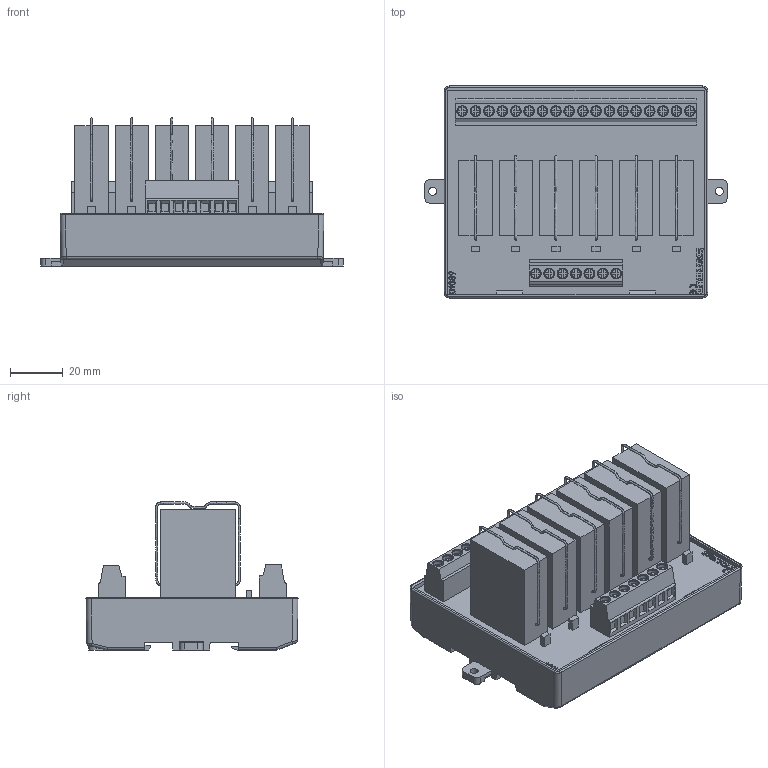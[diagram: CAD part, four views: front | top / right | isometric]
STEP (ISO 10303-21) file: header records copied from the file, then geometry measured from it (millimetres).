
FILE_DESCRIPTION(/* description */ (''),/* implementation_level */ '2;1');
FILE_NAME(/* name */ 'D1089-E 3D.stp',/* time_stamp */ '2024-08-16T14:23:18+08:00',/* author */ (''),/* organization */ (''),/* preprocessor_version */ 'ST-DEVELOPER v14',/* originating_system */ 'SIEMENS PLM Software NX 8.0',/* authorisation */ '');
FILE_SCHEMA (('AUTOMOTIVE_DESIGN { 1 0 10303 214 3 1 1 1 }'));
Products named in the file (1): D1089-E 3D_stp
Bounding box: 114.77 x 80.4 x 56.16 mm (x, y, z)
Volume: 226323.4 mm3; surface area: 50511.2 mm2
Topology: 3 solids, 6 shells, 1154 faces, 3002 edges, 1979 vertices
Faces by surface type: plane 862, cylinder 115, torus 75, cone 60, bspline 28, extrusion 14
Full cylindrical faces by diameter (mm): 3 x2, 4.1 x50
Entity records: 70493 total; most frequent: CARTESIAN_POINT 42113, ORIENTED_EDGE 5774, DIRECTION 5105, EDGE_CURVE 2887, VECTOR 2187, LINE 2173, VERTEX_POINT 1963, AXIS2_PLACEMENT_3D 1459
